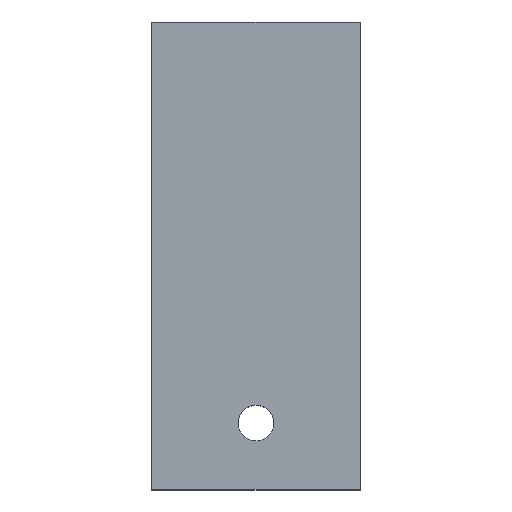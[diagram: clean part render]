
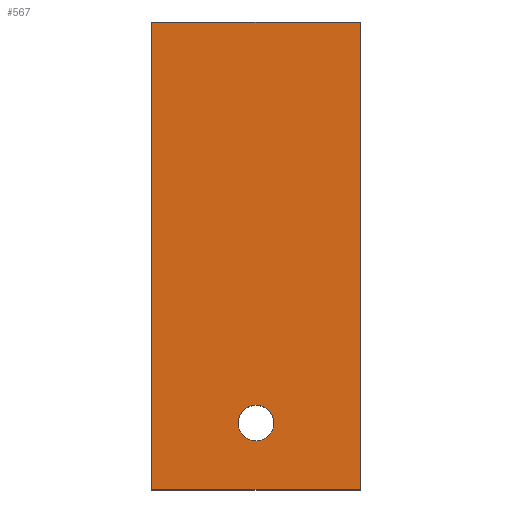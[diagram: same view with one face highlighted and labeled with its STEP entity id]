
A CAD part, top view. The second image highlights one B-rep face of the part: STEP entity #567.
In plain terms, the highlighted planar face has unit normal (0, 0, 1).
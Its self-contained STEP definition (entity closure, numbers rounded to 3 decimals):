
#2 = CARTESIAN_POINT ( 'NONE',  ( 0., 0., 20. ) ) ;
#47 = CARTESIAN_POINT ( 'NONE',  ( -25., 16., 20. ) ) ;
#52 = ORIENTED_EDGE ( 'NONE', *, *, #412, .T. ) ;
#56 = CARTESIAN_POINT ( 'NONE',  ( -50., 0., 20. ) ) ;
#58 = VERTEX_POINT ( 'NONE', #363 ) ;
#76 = EDGE_CURVE ( 'NONE', #191, #58, #432, .T. ) ;
#84 = VECTOR ( 'NONE', #175, 1000. ) ;
#111 = CIRCLE ( 'NONE', #512, 4.25 ) ;
#113 = CIRCLE ( 'NONE', #310, 4.25 ) ;
#131 = CARTESIAN_POINT ( 'NONE',  ( 0., 112., 20. ) ) ;
#144 = DIRECTION ( 'NONE',  ( 0., -1., 0. ) ) ;
#159 = CARTESIAN_POINT ( 'NONE',  ( 0., 0., 20. ) ) ;
#171 = CARTESIAN_POINT ( 'NONE',  ( 0., 0., 20. ) ) ;
#175 = DIRECTION ( 'NONE',  ( 0., 1., 0. ) ) ;
#180 = DIRECTION ( 'NONE',  ( 0., 0., 1. ) ) ;
#182 = ORIENTED_EDGE ( 'NONE', *, *, #233, .F. ) ;
#184 = DIRECTION ( 'NONE',  ( 1., 0., 0. ) ) ;
#185 = CARTESIAN_POINT ( 'NONE',  ( 0., 112., 20. ) ) ;
#191 = VERTEX_POINT ( 'NONE', #262 ) ;
#195 = FACE_BOUND ( 'NONE', #252, .T. ) ;
#204 = VECTOR ( 'NONE', #144, 1000. ) ;
#228 = VECTOR ( 'NONE', #510, 1000. ) ;
#229 = LINE ( 'NONE', #185, #323 ) ;
#233 = EDGE_CURVE ( 'NONE', #417, #271, #113, .T. ) ;
#234 = CARTESIAN_POINT ( 'NONE',  ( -25., 16., 20. ) ) ;
#252 = EDGE_LOOP ( 'NONE', ( #483, #182 ) ) ;
#262 = CARTESIAN_POINT ( 'NONE',  ( -50., 112., 20. ) ) ;
#271 = VERTEX_POINT ( 'NONE', #477 ) ;
#280 = AXIS2_PLACEMENT_3D ( 'NONE', #2, #311, #473 ) ;
#286 = EDGE_CURVE ( 'NONE', #457, #299, #433, .T. ) ;
#299 = VERTEX_POINT ( 'NONE', #131 ) ;
#310 = AXIS2_PLACEMENT_3D ( 'NONE', #47, #180, #428 ) ;
#311 = DIRECTION ( 'NONE',  ( 0., 0., 1. ) ) ;
#321 = EDGE_CURVE ( 'NONE', #271, #417, #111, .T. ) ;
#322 = FACE_OUTER_BOUND ( 'NONE', #486, .T. ) ;
#323 = VECTOR ( 'NONE', #488, 1000. ) ;
#347 = EDGE_CURVE ( 'NONE', #299, #191, #229, .T. ) ;
#363 = CARTESIAN_POINT ( 'NONE',  ( -50., 0., 20. ) ) ;
#377 = CARTESIAN_POINT ( 'NONE',  ( 0., 0., 20. ) ) ;
#392 = ORIENTED_EDGE ( 'NONE', *, *, #286, .T. ) ;
#400 = LINE ( 'NONE', #377, #228 ) ;
#401 = DIRECTION ( 'NONE',  ( 0., 0., 1. ) ) ;
#412 = EDGE_CURVE ( 'NONE', #58, #457, #400, .T. ) ;
#417 = VERTEX_POINT ( 'NONE', #545 ) ;
#428 = DIRECTION ( 'NONE',  ( 1., 0., 0. ) ) ;
#432 = LINE ( 'NONE', #56, #204 ) ;
#433 = LINE ( 'NONE', #171, #84 ) ;
#457 = VERTEX_POINT ( 'NONE', #159 ) ;
#473 = DIRECTION ( 'NONE',  ( 1., 0., 0. ) ) ;
#477 = CARTESIAN_POINT ( 'NONE',  ( -20.75, 16., 20. ) ) ;
#478 = PLANE ( 'NONE',  #280 ) ;
#483 = ORIENTED_EDGE ( 'NONE', *, *, #321, .F. ) ;
#486 = EDGE_LOOP ( 'NONE', ( #392, #548, #500, #52 ) ) ;
#488 = DIRECTION ( 'NONE',  ( -1., 0., 0. ) ) ;
#500 = ORIENTED_EDGE ( 'NONE', *, *, #76, .T. ) ;
#510 = DIRECTION ( 'NONE',  ( 1., 0., 0. ) ) ;
#512 = AXIS2_PLACEMENT_3D ( 'NONE', #234, #401, #184 ) ;
#545 = CARTESIAN_POINT ( 'NONE',  ( -29.25, 16., 20. ) ) ;
#548 = ORIENTED_EDGE ( 'NONE', *, *, #347, .T. ) ;
#567 = ADVANCED_FACE ( 'NONE', ( #195, #322 ), #478, .T. ) ;
